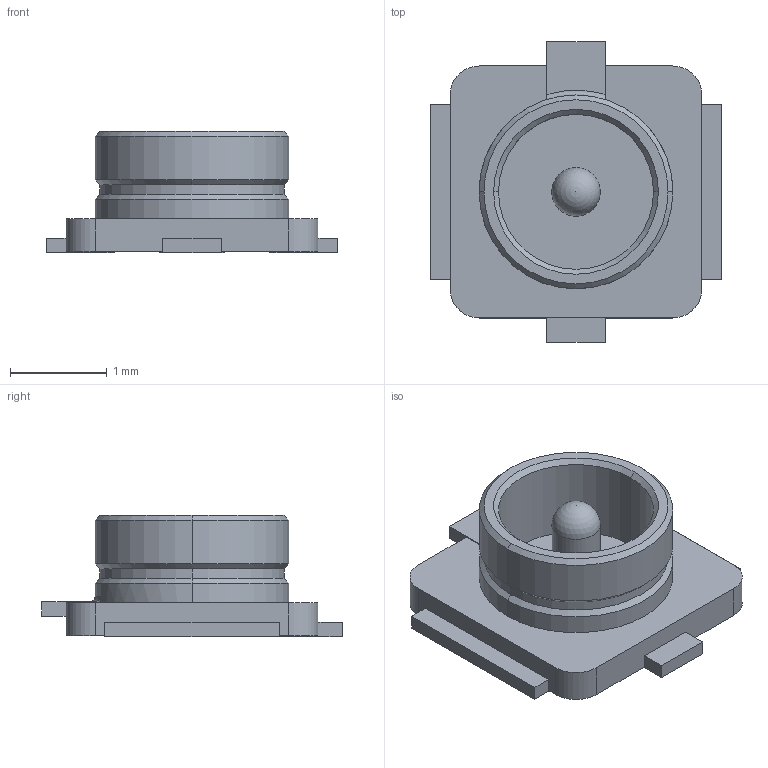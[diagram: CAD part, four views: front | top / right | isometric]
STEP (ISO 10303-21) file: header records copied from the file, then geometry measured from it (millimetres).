
FILE_DESCRIPTION (( 'STEP AP214' ), '1' );
FILE_NAME ('ANT_U.FL-R-SMT.STEP', '2017-12-25T03:26:22', ( 'Sky123.Org' ), ( 'Sky123.Org' ), 'SwSTEP 2.0', 'SolidWorks 2013', '' );
FILE_SCHEMA (( 'AUTOMOTIVE_DESIGN' ));
Length unit declared in the file: millimetre
Products named in the file (1): ANT_U.FL-R-SMT
Bounding box: 3 x 3.1 x 1.25 mm (x, y, z)
Volume: 3.6 mm3; surface area: 30.4 mm2
Topology: 1 solids, 1 shells, 72 faces, 199 edges, 130 vertices
Faces by surface type: plane 40, cylinder 22, cone 8, torus 1, sphere 1
Entity records: 3123 total; most frequent: CARTESIAN_POINT 436, ORIENTED_EDGE 392, DIRECTION 389, EDGE_CURVE 196, LINE 139, VECTOR 139, VERTEX_POINT 128, AXIS2_PLACEMENT_3D 125
